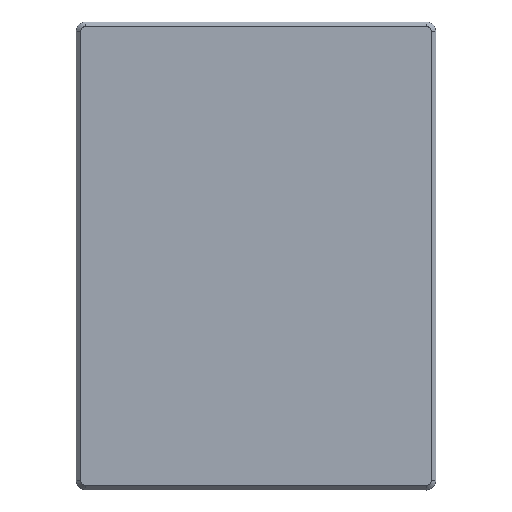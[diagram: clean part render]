
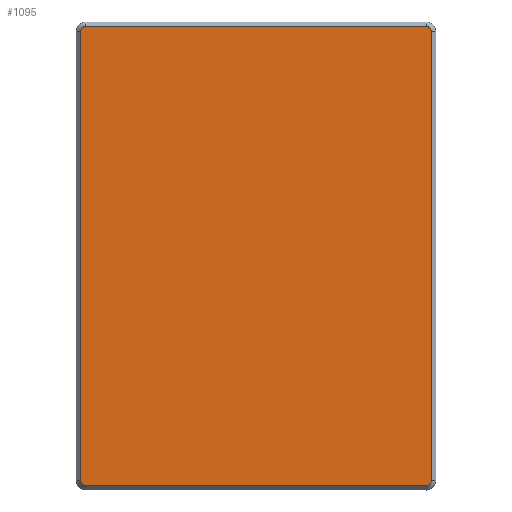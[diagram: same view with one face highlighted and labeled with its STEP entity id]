
A CAD part, top view. The second image highlights one B-rep face of the part: STEP entity #1095.
In plain terms, the highlighted planar face has unit normal (0, 0, 1).
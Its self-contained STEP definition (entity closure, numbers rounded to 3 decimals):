
#24 = CARTESIAN_POINT ( 'NONE',  ( -17.89, 24.727, 100.796 ) ) ;
#31 = CARTESIAN_POINT ( 'NONE',  ( 19.39, 24.727, 100.796 ) ) ;
#66 = AXIS2_PLACEMENT_3D ( 'NONE', #717, #1022, #1331 ) ;
#96 = CARTESIAN_POINT ( 'NONE',  ( -18.39, 0.186, 100.796 ) ) ;
#102 = VECTOR ( 'NONE', #383, 1000. ) ;
#123 = DIRECTION ( 'NONE',  ( 0., 0., -1. ) ) ;
#142 = DIRECTION ( 'NONE',  ( -1., 0., 0. ) ) ;
#147 = CIRCLE ( 'NONE', #814, 0.5 ) ;
#157 = EDGE_CURVE ( 'NONE', #1070, #1136, #1018, .T. ) ;
#158 = ORIENTED_EDGE ( 'NONE', *, *, #1326, .T. ) ;
#159 = DIRECTION ( 'NONE',  ( 0., 0., -1. ) ) ;
#191 = LINE ( 'NONE', #1354, #758 ) ;
#254 = EDGE_CURVE ( 'NONE', #1070, #1338, #284, .T. ) ;
#255 = ORIENTED_EDGE ( 'NONE', *, *, #1305, .T. ) ;
#257 = CIRCLE ( 'NONE', #1167, 0.5 ) ;
#274 = AXIS2_PLACEMENT_3D ( 'NONE', #1309, #690, #793 ) ;
#284 = LINE ( 'NONE', #704, #954 ) ;
#286 = LINE ( 'NONE', #918, #1316 ) ;
#316 = ORIENTED_EDGE ( 'NONE', *, *, #393, .F. ) ;
#352 = CARTESIAN_POINT ( 'NONE',  ( 18.89, 25.227, 100.796 ) ) ;
#383 = DIRECTION ( 'NONE',  ( 0., -1., 0. ) ) ;
#393 = EDGE_CURVE ( 'NONE', #860, #1210, #147, .T. ) ;
#396 = DIRECTION ( 'NONE',  ( -1., 0., 0. ) ) ;
#430 = VERTEX_POINT ( 'NONE', #31 ) ;
#455 = DIRECTION ( 'NONE',  ( -1., 0., 0. ) ) ;
#511 = CARTESIAN_POINT ( 'NONE',  ( 18.89, -24.227, 100.796 ) ) ;
#564 = ORIENTED_EDGE ( 'NONE', *, *, #1286, .T. ) ;
#590 = AXIS2_PLACEMENT_3D ( 'NONE', #894, #123, #455 ) ;
#597 = CARTESIAN_POINT ( 'NONE',  ( -17.89, 25.227, 100.796 ) ) ;
#620 = ORIENTED_EDGE ( 'NONE', *, *, #669, .F. ) ;
#669 = EDGE_CURVE ( 'NONE', #773, #1338, #257, .T. ) ;
#672 = ORIENTED_EDGE ( 'NONE', *, *, #157, .F. ) ;
#684 = CARTESIAN_POINT ( 'NONE',  ( -17.89, -24.227, 100.796 ) ) ;
#690 = DIRECTION ( 'NONE',  ( 0., 0., 1. ) ) ;
#704 = CARTESIAN_POINT ( 'NONE',  ( 0.972, -24.227, 100.796 ) ) ;
#717 = CARTESIAN_POINT ( 'NONE',  ( -17.89, -23.727, 100.796 ) ) ;
#721 = EDGE_CURVE ( 'NONE', #1133, #430, #1186, .T. ) ;
#752 = CARTESIAN_POINT ( 'NONE',  ( 19.39, -23.727, 100.796 ) ) ;
#758 = VECTOR ( 'NONE', #1017, 1000. ) ;
#773 = VERTEX_POINT ( 'NONE', #752 ) ;
#793 = DIRECTION ( 'NONE',  ( 1., 0., 0. ) ) ;
#814 = AXIS2_PLACEMENT_3D ( 'NONE', #24, #159, #142 ) ;
#859 = CARTESIAN_POINT ( 'NONE',  ( 18.89, -23.727, 100.796 ) ) ;
#860 = VERTEX_POINT ( 'NONE', #1336 ) ;
#873 = FACE_OUTER_BOUND ( 'NONE', #1297, .T. ) ;
#894 = CARTESIAN_POINT ( 'NONE',  ( 18.89, 24.727, 100.796 ) ) ;
#911 = LINE ( 'NONE', #96, #102 ) ;
#918 = CARTESIAN_POINT ( 'NONE',  ( 0.972, 25.227, 100.796 ) ) ;
#924 = DIRECTION ( 'NONE',  ( 1., 0., 0. ) ) ;
#954 = VECTOR ( 'NONE', #924, 1000. ) ;
#979 = ORIENTED_EDGE ( 'NONE', *, *, #721, .F. ) ;
#1005 = CARTESIAN_POINT ( 'NONE',  ( -18.39, -23.727, 100.796 ) ) ;
#1017 = DIRECTION ( 'NONE',  ( 0., 1., 0. ) ) ;
#1018 = CIRCLE ( 'NONE', #66, 0.5 ) ;
#1022 = DIRECTION ( 'NONE',  ( 0., 0., -1. ) ) ;
#1052 = DIRECTION ( 'NONE',  ( -1., 0., 0. ) ) ;
#1070 = VERTEX_POINT ( 'NONE', #684 ) ;
#1095 = ADVANCED_FACE ( 'NONE', ( #873 ), #1222, .T. ) ;
#1133 = VERTEX_POINT ( 'NONE', #352 ) ;
#1136 = VERTEX_POINT ( 'NONE', #1005 ) ;
#1148 = DIRECTION ( 'NONE',  ( 0., 0., -1. ) ) ;
#1167 = AXIS2_PLACEMENT_3D ( 'NONE', #859, #1148, #1052 ) ;
#1186 = CIRCLE ( 'NONE', #590, 0.5 ) ;
#1210 = VERTEX_POINT ( 'NONE', #597 ) ;
#1222 = PLANE ( 'NONE',  #274 ) ;
#1286 = EDGE_CURVE ( 'NONE', #773, #430, #191, .T. ) ;
#1297 = EDGE_LOOP ( 'NONE', ( #979, #255, #316, #158, #672, #1308, #620, #564 ) ) ;
#1305 = EDGE_CURVE ( 'NONE', #1133, #1210, #286, .T. ) ;
#1308 = ORIENTED_EDGE ( 'NONE', *, *, #254, .T. ) ;
#1309 = CARTESIAN_POINT ( 'NONE',  ( 0.972, 0.186, 100.796 ) ) ;
#1316 = VECTOR ( 'NONE', #396, 1000. ) ;
#1326 = EDGE_CURVE ( 'NONE', #860, #1136, #911, .T. ) ;
#1331 = DIRECTION ( 'NONE',  ( -1., 0., 0. ) ) ;
#1336 = CARTESIAN_POINT ( 'NONE',  ( -18.39, 24.727, 100.796 ) ) ;
#1338 = VERTEX_POINT ( 'NONE', #511 ) ;
#1354 = CARTESIAN_POINT ( 'NONE',  ( 19.39, 0.186, 100.796 ) ) ;
